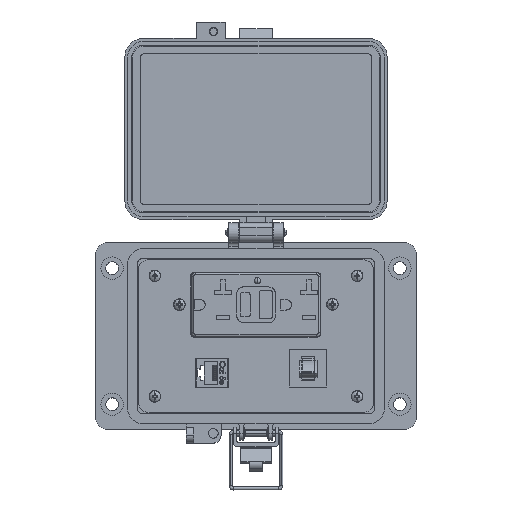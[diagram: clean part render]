
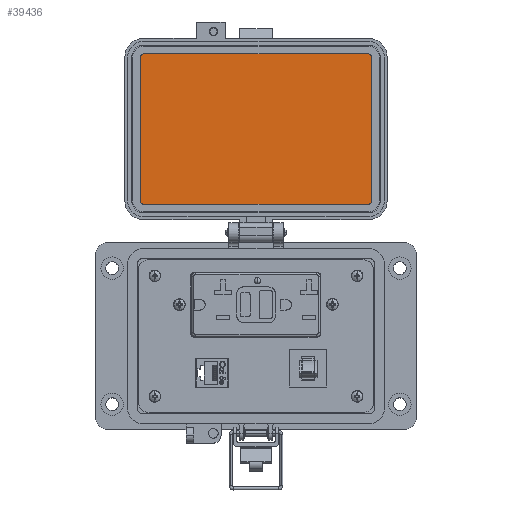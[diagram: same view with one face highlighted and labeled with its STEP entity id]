
A CAD part, top view. The second image highlights one B-rep face of the part: STEP entity #39436.
In plain terms, the highlighted planar face has unit normal (0, 0, 1).
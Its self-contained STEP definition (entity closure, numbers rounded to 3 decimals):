
#1112 = ORIENTED_EDGE ( 'NONE', *, *, #3059, .F. ) ;
#1725 = LINE ( 'NONE', #17035, #35543 ) ;
#3059 = EDGE_CURVE ( 'NONE', #14667, #55000, #106607, .T. ) ;
#5406 = VERTEX_POINT ( 'NONE', #98124 ) ;
#7684 = LINE ( 'NONE', #53775, #27193 ) ;
#12667 = DIRECTION ( 'NONE',  ( -1., 0., 0. ) ) ;
#14667 = VERTEX_POINT ( 'NONE', #64820 ) ;
#14676 = LINE ( 'NONE', #95651, #100642 ) ;
#15686 = EDGE_CURVE ( 'NONE', #53562, #70720, #80544, .T. ) ;
#17035 = CARTESIAN_POINT ( 'NONE',  ( -59.505, 143.334, 8.694 ) ) ;
#17423 = AXIS2_PLACEMENT_3D ( 'NONE', #75711, #25773, #84055 ) ;
#18506 = CARTESIAN_POINT ( 'NONE',  ( 57.717, 67.765, 8.694 ) ) ;
#18916 = FACE_OUTER_BOUND ( 'NONE', #60806, .T. ) ;
#21825 = DIRECTION ( 'NONE',  ( 0., 0., -1. ) ) ;
#25773 = DIRECTION ( 'NONE',  ( 0., 0., -1. ) ) ;
#27193 = VECTOR ( 'NONE', #61848, 1000. ) ;
#31408 = CARTESIAN_POINT ( 'NONE',  ( -59.505, 143.334, 8.694 ) ) ;
#33420 = DIRECTION ( 'NONE',  ( 0., 0., -1. ) ) ;
#34235 = ORIENTED_EDGE ( 'NONE', *, *, #52926, .F. ) ;
#35543 = VECTOR ( 'NONE', #83673, 1000. ) ;
#37391 = CARTESIAN_POINT ( 'NONE',  ( -30.745, 145.119, 8.694 ) ) ;
#39414 = ORIENTED_EDGE ( 'NONE', *, *, #50028, .F. ) ;
#39436 = ADVANCED_FACE ( 'NONE', ( #18916 ), #45417, .T. ) ;
#40336 = EDGE_CURVE ( 'NONE', #55000, #5406, #14676, .T. ) ;
#42260 = DIRECTION ( 'NONE',  ( 1., 0., 0. ) ) ;
#42410 = ORIENTED_EDGE ( 'NONE', *, *, #68312, .F. ) ;
#45192 = VERTEX_POINT ( 'NONE', #31408 ) ;
#45417 = PLANE ( 'NONE',  #90090 ) ;
#45772 = DIRECTION ( 'NONE',  ( 0., -1., 0. ) ) ;
#46892 = LINE ( 'NONE', #100549, #69096 ) ;
#49576 = CARTESIAN_POINT ( 'NONE',  ( 57.717, 143.334, 8.694 ) ) ;
#50028 = EDGE_CURVE ( 'NONE', #45192, #99421, #87163, .T. ) ;
#52926 = EDGE_CURVE ( 'NONE', #99421, #53562, #46892, .T. ) ;
#53234 = CARTESIAN_POINT ( 'NONE',  ( 57.717, 69.55, 8.694 ) ) ;
#53562 = VERTEX_POINT ( 'NONE', #92404 ) ;
#53775 = CARTESIAN_POINT ( 'NONE',  ( 59.502, 69.55, 8.694 ) ) ;
#54090 = AXIS2_PLACEMENT_3D ( 'NONE', #53234, #21825, #79604 ) ;
#55000 = VERTEX_POINT ( 'NONE', #18506 ) ;
#57882 = AXIS2_PLACEMENT_3D ( 'NONE', #49576, #107938, #57953 ) ;
#57953 = DIRECTION ( 'NONE',  ( 0., -1., 0. ) ) ;
#60806 = EDGE_LOOP ( 'NONE', ( #39414, #62149, #92950, #79674, #1112, #42410, #81182, #34235 ) ) ;
#61848 = DIRECTION ( 'NONE',  ( 0., -1., 0. ) ) ;
#62149 = ORIENTED_EDGE ( 'NONE', *, *, #98521, .F. ) ;
#64820 = CARTESIAN_POINT ( 'NONE',  ( 59.502, 69.55, 8.694 ) ) ;
#68312 = EDGE_CURVE ( 'NONE', #70720, #14667, #7684, .T. ) ;
#69096 = VECTOR ( 'NONE', #42260, 1000. ) ;
#70720 = VERTEX_POINT ( 'NONE', #71923 ) ;
#71923 = CARTESIAN_POINT ( 'NONE',  ( 59.502, 143.334, 8.694 ) ) ;
#75711 = CARTESIAN_POINT ( 'NONE',  ( -57.72, 69.55, 8.694 ) ) ;
#77308 = CIRCLE ( 'NONE', #17423, 1.785 ) ;
#79604 = DIRECTION ( 'NONE',  ( 0., -1., 0. ) ) ;
#79674 = ORIENTED_EDGE ( 'NONE', *, *, #40336, .F. ) ;
#80544 = CIRCLE ( 'NONE', #57882, 1.785 ) ;
#81182 = ORIENTED_EDGE ( 'NONE', *, *, #15686, .F. ) ;
#82230 = AXIS2_PLACEMENT_3D ( 'NONE', #83307, #33420, #91682 ) ;
#83307 = CARTESIAN_POINT ( 'NONE',  ( -57.72, 143.334, 8.694 ) ) ;
#83640 = CARTESIAN_POINT ( 'NONE',  ( -57.72, 145.119, 8.694 ) ) ;
#83673 = DIRECTION ( 'NONE',  ( 0., 1., 0. ) ) ;
#84055 = DIRECTION ( 'NONE',  ( 0., -1., 0. ) ) ;
#87163 = CIRCLE ( 'NONE', #82230, 1.785 ) ;
#90090 = AXIS2_PLACEMENT_3D ( 'NONE', #37391, #95687, #45772 ) ;
#91682 = DIRECTION ( 'NONE',  ( 0., -1., 0. ) ) ;
#92404 = CARTESIAN_POINT ( 'NONE',  ( 57.717, 145.119, 8.694 ) ) ;
#92950 = ORIENTED_EDGE ( 'NONE', *, *, #98547, .F. ) ;
#95651 = CARTESIAN_POINT ( 'NONE',  ( -57.72, 67.765, 8.694 ) ) ;
#95687 = DIRECTION ( 'NONE',  ( 0., 0., 1. ) ) ;
#98124 = CARTESIAN_POINT ( 'NONE',  ( -57.72, 67.765, 8.694 ) ) ;
#98521 = EDGE_CURVE ( 'NONE', #99905, #45192, #1725, .T. ) ;
#98547 = EDGE_CURVE ( 'NONE', #5406, #99905, #77308, .T. ) ;
#99421 = VERTEX_POINT ( 'NONE', #83640 ) ;
#99898 = CARTESIAN_POINT ( 'NONE',  ( -59.505, 69.55, 8.694 ) ) ;
#99905 = VERTEX_POINT ( 'NONE', #99898 ) ;
#100549 = CARTESIAN_POINT ( 'NONE',  ( 57.717, 145.119, 8.694 ) ) ;
#100642 = VECTOR ( 'NONE', #12667, 1000. ) ;
#106607 = CIRCLE ( 'NONE', #54090, 1.785 ) ;
#107938 = DIRECTION ( 'NONE',  ( 0., 0., -1. ) ) ;
